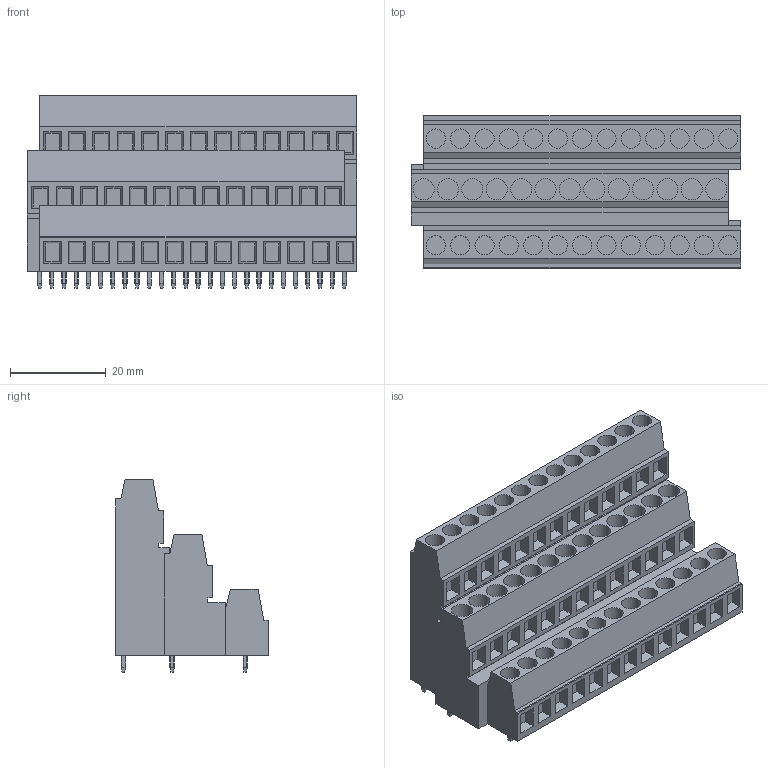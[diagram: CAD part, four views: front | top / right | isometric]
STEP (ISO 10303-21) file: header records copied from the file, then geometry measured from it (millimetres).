
FILE_DESCRIPTION(('CATIA V5 STEP','CAx-IF Rec.Pracs.--- Model Styling and Organization---1.2---2011-12-15'),'2;1');
FILE_NAME ('D1455756_0_1769730000_1769730000.stp','2018-09-08T04:13:26+00:00',('none'),('Weidmueller'),'CATIA Version 5-6 Release 2014','CATIA V5 STEP AP214','none');
FILE_SCHEMA(('AUTOMOTIVE_DESIGN { 1 0 10303 214 1 1 1 1 }'));
Length unit declared in the file: millimetre
Products named in the file (1): 1769730000
Bounding box: 68.58 x 31.8 x 40.1 mm (x, y, z)
Volume: 45597.7 mm3; surface area: 14598.6 mm2
Topology: 40 solids, 40 shells, 895 faces, 2211 edges, 1474 vertices
Faces by surface type: plane 816, cylinder 79
Entity records: 23303 total; most frequent: CARTESIAN_POINT 4437, ORIENTED_EDGE 4422, DIRECTION 2777, EDGE_CURVE 2211, VECTOR 1741, LINE 1741, VERTEX_POINT 1474, EDGE_LOOP 973
